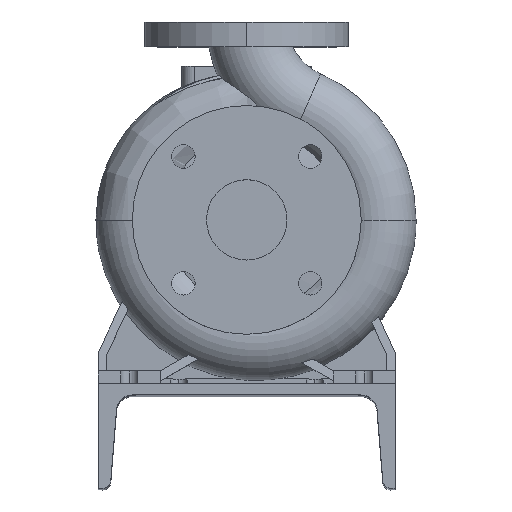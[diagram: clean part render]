
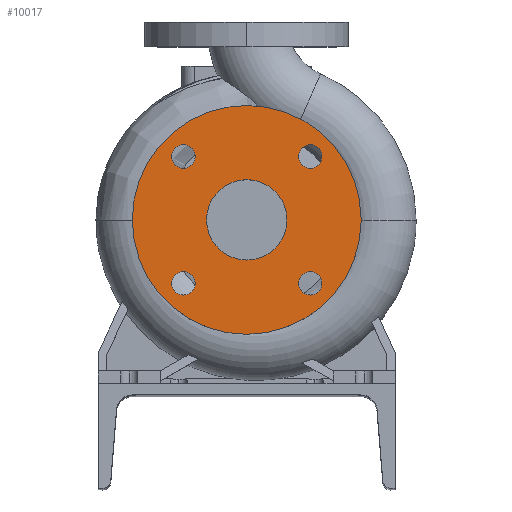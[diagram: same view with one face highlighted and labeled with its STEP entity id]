
A CAD part, top view. The second image highlights one B-rep face of the part: STEP entity #10017.
In plain terms, the highlighted planar face has unit normal (0, 0, 1).
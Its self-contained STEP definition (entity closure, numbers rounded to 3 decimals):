
#208 = EDGE_LOOP ( 'NONE', ( #17730, #8911 ) ) ;
#291 = CIRCLE ( 'NONE', #15826, 9.5 ) ;
#585 = DIRECTION ( 'NONE',  ( 0., 0., 1. ) ) ;
#697 = ORIENTED_EDGE ( 'NONE', *, *, #13341, .F. ) ;
#723 = EDGE_CURVE ( 'NONE', #18584, #7026, #13554, .T. ) ;
#736 = DIRECTION ( 'NONE',  ( 0., -1., 0. ) ) ;
#772 = FACE_BOUND ( 'NONE', #8352, .T. ) ;
#929 = ORIENTED_EDGE ( 'NONE', *, *, #7729, .F. ) ;
#1082 = CARTESIAN_POINT ( 'NONE',  ( 0., 92.5, 100. ) ) ;
#1147 = CIRCLE ( 'NONE', #20751, 9.5 ) ;
#1193 = EDGE_CURVE ( 'NONE', #19359, #4277, #1147, .T. ) ;
#1804 = EDGE_LOOP ( 'NONE', ( #19182, #929 ) ) ;
#2036 = CARTESIAN_POINT ( 'NONE',  ( 41.765, 51.265, 100. ) ) ;
#2388 = AXIS2_PLACEMENT_3D ( 'NONE', #3359, #6328, #14557 ) ;
#3014 = ORIENTED_EDGE ( 'NONE', *, *, #19709, .T. ) ;
#3105 = DIRECTION ( 'NONE',  ( 0., 0., 1. ) ) ;
#3359 = CARTESIAN_POINT ( 'NONE',  ( 51.265, 51.265, 100. ) ) ;
#3376 = CARTESIAN_POINT ( 'NONE',  ( -51.265, 41.765, 100. ) ) ;
#3597 = EDGE_CURVE ( 'NONE', #13998, #16019, #10654, .T. ) ;
#3749 = PLANE ( 'NONE',  #10460 ) ;
#3768 = ORIENTED_EDGE ( 'NONE', *, *, #3597, .F. ) ;
#3826 = EDGE_CURVE ( 'NONE', #16019, #13998, #15407, .T. ) ;
#3931 = AXIS2_PLACEMENT_3D ( 'NONE', #16304, #11603, #19878 ) ;
#4082 = DIRECTION ( 'NONE',  ( 0., -1., 0. ) ) ;
#4277 = VERTEX_POINT ( 'NONE', #3376 ) ;
#4295 = CARTESIAN_POINT ( 'NONE',  ( 0., 0., 100. ) ) ;
#4438 = EDGE_CURVE ( 'NONE', #13724, #17432, #7301, .T. ) ;
#4978 = CARTESIAN_POINT ( 'NONE',  ( -51.265, 60.765, 100. ) ) ;
#5160 = ORIENTED_EDGE ( 'NONE', *, *, #4438, .F. ) ;
#5488 = VERTEX_POINT ( 'NONE', #13997 ) ;
#5850 = CARTESIAN_POINT ( 'NONE',  ( 51.265, 51.265, 100. ) ) ;
#6179 = DIRECTION ( 'NONE',  ( 0., -1., 0. ) ) ;
#6278 = CARTESIAN_POINT ( 'NONE',  ( 51.265, -60.765, 100. ) ) ;
#6328 = DIRECTION ( 'NONE',  ( 0., 0., 1. ) ) ;
#6488 = CARTESIAN_POINT ( 'NONE',  ( 0., 0., 100. ) ) ;
#6602 = CARTESIAN_POINT ( 'NONE',  ( 0., -32.5, 100. ) ) ;
#6622 = CARTESIAN_POINT ( 'NONE',  ( -51.265, -41.765, 100. ) ) ;
#6948 = CARTESIAN_POINT ( 'NONE',  ( -51.265, -60.765, 100. ) ) ;
#7026 = VERTEX_POINT ( 'NONE', #11929 ) ;
#7132 = AXIS2_PLACEMENT_3D ( 'NONE', #14763, #585, #9981 ) ;
#7301 = CIRCLE ( 'NONE', #20517, 32.5 ) ;
#7350 = DIRECTION ( 'NONE',  ( 0., -1., 0. ) ) ;
#7440 = VERTEX_POINT ( 'NONE', #6948 ) ;
#7505 = CARTESIAN_POINT ( 'NONE',  ( 51.265, -51.265, 100. ) ) ;
#7692 = DIRECTION ( 'NONE',  ( 0., 0., 1. ) ) ;
#7694 = VERTEX_POINT ( 'NONE', #2036 ) ;
#7729 = EDGE_CURVE ( 'NONE', #7694, #5488, #291, .T. ) ;
#7841 = CARTESIAN_POINT ( 'NONE',  ( 0., 32.5, 100. ) ) ;
#7948 = AXIS2_PLACEMENT_3D ( 'NONE', #6488, #12933, #6179 ) ;
#8337 = CIRCLE ( 'NONE', #15787, 9.5 ) ;
#8352 = EDGE_LOOP ( 'NONE', ( #3768, #16987 ) ) ;
#8911 = ORIENTED_EDGE ( 'NONE', *, *, #1193, .F. ) ;
#9155 = DIRECTION ( 'NONE',  ( 0., 0., 1. ) ) ;
#9863 = DIRECTION ( 'NONE',  ( 0., 0., 1. ) ) ;
#9981 = DIRECTION ( 'NONE',  ( 0., -1., 0. ) ) ;
#10017 = ADVANCED_FACE ( 'NONE', ( #18455, #11768, #15377, #18249, #11873, #772 ), #3749, .F. ) ;
#10063 = CARTESIAN_POINT ( 'NONE',  ( 0., 0., 100. ) ) ;
#10205 = CIRCLE ( 'NONE', #19699, 9.5 ) ;
#10367 = AXIS2_PLACEMENT_3D ( 'NONE', #4295, #10839, #7350 ) ;
#10460 = AXIS2_PLACEMENT_3D ( 'NONE', #16649, #13779, #20251 ) ;
#10587 = DIRECTION ( 'NONE',  ( 0., 0., 1. ) ) ;
#10654 = CIRCLE ( 'NONE', #18110, 9.5 ) ;
#10839 = DIRECTION ( 'NONE',  ( 0., 0., 1. ) ) ;
#10868 = CIRCLE ( 'NONE', #2388, 9.5 ) ;
#11300 = EDGE_LOOP ( 'NONE', ( #697, #18869 ) ) ;
#11547 = DIRECTION ( 'NONE',  ( 0., -1., 0. ) ) ;
#11603 = DIRECTION ( 'NONE',  ( 0., 0., 1. ) ) ;
#11768 = FACE_OUTER_BOUND ( 'NONE', #14049, .T. ) ;
#11873 = FACE_BOUND ( 'NONE', #11300, .T. ) ;
#11929 = CARTESIAN_POINT ( 'NONE',  ( 0., -92.5, 100. ) ) ;
#12031 = CIRCLE ( 'NONE', #18476, 92.5 ) ;
#12223 = DIRECTION ( 'NONE',  ( 0., -1., 0. ) ) ;
#12283 = ORIENTED_EDGE ( 'NONE', *, *, #723, .T. ) ;
#12469 = EDGE_CURVE ( 'NONE', #5488, #7694, #10868, .T. ) ;
#12550 = CIRCLE ( 'NONE', #7132, 9.5 ) ;
#12933 = DIRECTION ( 'NONE',  ( 0., 0., 1. ) ) ;
#13038 = DIRECTION ( 'NONE',  ( 0., -1., 0. ) ) ;
#13131 = CARTESIAN_POINT ( 'NONE',  ( -51.265, 51.265, 100. ) ) ;
#13341 = EDGE_CURVE ( 'NONE', #7440, #17889, #12550, .T. ) ;
#13554 = CIRCLE ( 'NONE', #10367, 92.5 ) ;
#13668 = CIRCLE ( 'NONE', #7948, 32.5 ) ;
#13724 = VERTEX_POINT ( 'NONE', #6602 ) ;
#13779 = DIRECTION ( 'NONE',  ( 0., 0., -1. ) ) ;
#13811 = CARTESIAN_POINT ( 'NONE',  ( -51.265, -51.265, 100. ) ) ;
#13997 = CARTESIAN_POINT ( 'NONE',  ( 60.765, 51.265, 100. ) ) ;
#13998 = VERTEX_POINT ( 'NONE', #6278 ) ;
#14049 = EDGE_LOOP ( 'NONE', ( #3014, #12283 ) ) ;
#14168 = EDGE_CURVE ( 'NONE', #4277, #19359, #10205, .T. ) ;
#14557 = DIRECTION ( 'NONE',  ( 1., 0., 0. ) ) ;
#14763 = CARTESIAN_POINT ( 'NONE',  ( -51.265, -51.265, 100. ) ) ;
#15377 = FACE_BOUND ( 'NONE', #1804, .T. ) ;
#15407 = CIRCLE ( 'NONE', #3931, 9.5 ) ;
#15787 = AXIS2_PLACEMENT_3D ( 'NONE', #13811, #9155, #12223 ) ;
#15826 = AXIS2_PLACEMENT_3D ( 'NONE', #5850, #10587, #20023 ) ;
#16019 = VERTEX_POINT ( 'NONE', #20683 ) ;
#16034 = EDGE_CURVE ( 'NONE', #17432, #13724, #13668, .T. ) ;
#16304 = CARTESIAN_POINT ( 'NONE',  ( 51.265, -51.265, 100. ) ) ;
#16649 = CARTESIAN_POINT ( 'NONE',  ( 0., 92.5, 100. ) ) ;
#16987 = ORIENTED_EDGE ( 'NONE', *, *, #3826, .F. ) ;
#17094 = DIRECTION ( 'NONE',  ( 0., 0., 1. ) ) ;
#17432 = VERTEX_POINT ( 'NONE', #7841 ) ;
#17730 = ORIENTED_EDGE ( 'NONE', *, *, #14168, .F. ) ;
#17889 = VERTEX_POINT ( 'NONE', #6622 ) ;
#18110 = AXIS2_PLACEMENT_3D ( 'NONE', #7505, #20006, #18421 ) ;
#18249 = FACE_BOUND ( 'NONE', #208, .T. ) ;
#18421 = DIRECTION ( 'NONE',  ( 0., -1., 0. ) ) ;
#18455 = FACE_BOUND ( 'NONE', #19261, .T. ) ;
#18476 = AXIS2_PLACEMENT_3D ( 'NONE', #10063, #9863, #11547 ) ;
#18478 = CARTESIAN_POINT ( 'NONE',  ( 0., 0., 100. ) ) ;
#18584 = VERTEX_POINT ( 'NONE', #1082 ) ;
#18869 = ORIENTED_EDGE ( 'NONE', *, *, #20392, .F. ) ;
#19182 = ORIENTED_EDGE ( 'NONE', *, *, #12469, .F. ) ;
#19261 = EDGE_LOOP ( 'NONE', ( #5160, #20483 ) ) ;
#19359 = VERTEX_POINT ( 'NONE', #4978 ) ;
#19699 = AXIS2_PLACEMENT_3D ( 'NONE', #13131, #7692, #736 ) ;
#19709 = EDGE_CURVE ( 'NONE', #7026, #18584, #12031, .T. ) ;
#19878 = DIRECTION ( 'NONE',  ( 0., -1., 0. ) ) ;
#20006 = DIRECTION ( 'NONE',  ( 0., 0., 1. ) ) ;
#20023 = DIRECTION ( 'NONE',  ( 1., 0., 0. ) ) ;
#20251 = DIRECTION ( 'NONE',  ( 0., 1., 0. ) ) ;
#20392 = EDGE_CURVE ( 'NONE', #17889, #7440, #8337, .T. ) ;
#20483 = ORIENTED_EDGE ( 'NONE', *, *, #16034, .F. ) ;
#20517 = AXIS2_PLACEMENT_3D ( 'NONE', #18478, #17094, #4082 ) ;
#20683 = CARTESIAN_POINT ( 'NONE',  ( 51.265, -41.765, 100. ) ) ;
#20751 = AXIS2_PLACEMENT_3D ( 'NONE', #20903, #3105, #13038 ) ;
#20903 = CARTESIAN_POINT ( 'NONE',  ( -51.265, 51.265, 100. ) ) ;
